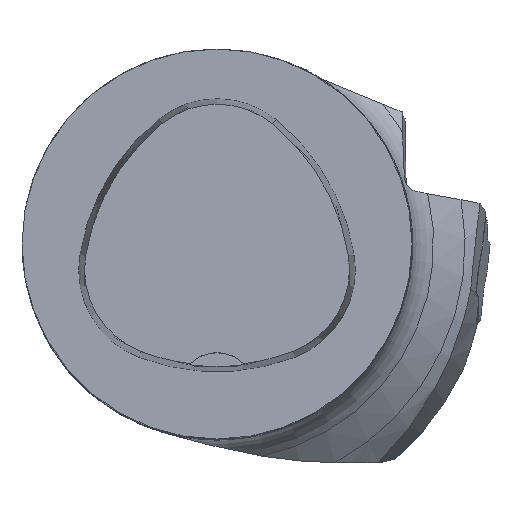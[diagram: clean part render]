
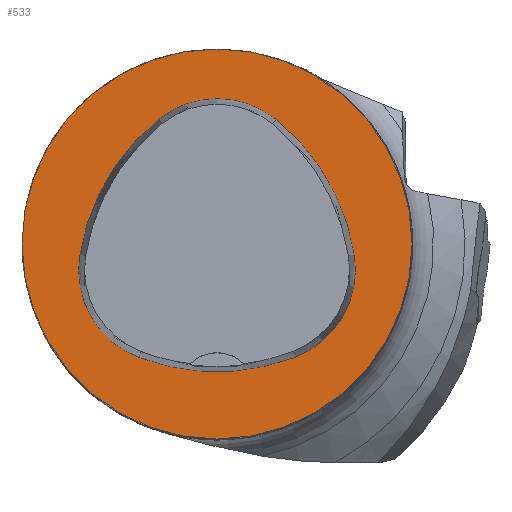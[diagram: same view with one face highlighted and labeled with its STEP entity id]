
A CAD part, top view. The second image highlights one B-rep face of the part: STEP entity #533.
In plain terms, the highlighted planar face has unit normal (0, 0, 1).
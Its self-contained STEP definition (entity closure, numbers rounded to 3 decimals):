
#155=FACE_BOUND('',#1024,.T.);
#156=FACE_BOUND('',#1025,.T.);
#167=CIRCLE('',#3824,25.);
#183=CIRCLE('',#3888,28.);
#185=CIRCLE('',#3891,12.);
#187=CIRCLE('',#3894,28.);
#189=CIRCLE('',#3897,12.);
#193=CIRCLE('',#3902,28.);
#195=CIRCLE('',#3905,12.);
#533=ADVANCED_FACE('',(#155,#156),#698,.T.);
#698=PLANE('',#3910);
#1024=EDGE_LOOP('',(#1492,#1493,#1494,#1495,#1496,#1497));
#1025=EDGE_LOOP('',(#1498));
#1492=ORIENTED_EDGE('',*,*,#2838,.T.);
#1493=ORIENTED_EDGE('',*,*,#2818,.T.);
#1494=ORIENTED_EDGE('',*,*,#2822,.T.);
#1495=ORIENTED_EDGE('',*,*,#2825,.T.);
#1496=ORIENTED_EDGE('',*,*,#2828,.T.);
#1497=ORIENTED_EDGE('',*,*,#2836,.T.);
#1498=ORIENTED_EDGE('',*,*,#2732,.F.);
#2368=VERTEX_POINT('',#5162);
#2422=VERTEX_POINT('',#5504);
#2423=VERTEX_POINT('',#5505);
#2426=VERTEX_POINT('',#5513);
#2428=VERTEX_POINT('',#5519);
#2430=VERTEX_POINT('',#5525);
#2437=VERTEX_POINT('',#5546);
#2732=EDGE_CURVE('',#2368,#2368,#167,.T.);
#2818=EDGE_CURVE('',#2422,#2423,#183,.T.);
#2822=EDGE_CURVE('',#2423,#2426,#185,.T.);
#2825=EDGE_CURVE('',#2426,#2428,#187,.T.);
#2828=EDGE_CURVE('',#2428,#2430,#189,.T.);
#2836=EDGE_CURVE('',#2430,#2437,#193,.T.);
#2838=EDGE_CURVE('',#2437,#2422,#195,.T.);
#3824=AXIS2_PLACEMENT_3D('',#5161,#4194,#4195);
#3888=AXIS2_PLACEMENT_3D('',#5503,#4348,#4349);
#3891=AXIS2_PLACEMENT_3D('',#5512,#4356,#4357);
#3894=AXIS2_PLACEMENT_3D('',#5518,#4363,#4364);
#3897=AXIS2_PLACEMENT_3D('',#5524,#4370,#4371);
#3902=AXIS2_PLACEMENT_3D('',#5547,#4382,#4383);
#3905=AXIS2_PLACEMENT_3D('',#5550,#4388,#4389);
#3910=AXIS2_PLACEMENT_3D('',#5555,#4398,#4399);
#4194=DIRECTION('',(0.,0.,-1.));
#4195=DIRECTION('',(-1.,0.,0.));
#4348=DIRECTION('',(0.,0.,-1.));
#4349=DIRECTION('',(-1.,0.,0.));
#4356=DIRECTION('',(0.,0.,-1.));
#4357=DIRECTION('',(-1.,0.,0.));
#4363=DIRECTION('',(0.,0.,-1.));
#4364=DIRECTION('',(-1.,0.,0.));
#4370=DIRECTION('',(0.,0.,-1.));
#4371=DIRECTION('',(-1.,0.,0.));
#4382=DIRECTION('',(0.,0.,-1.));
#4383=DIRECTION('',(-1.,0.,0.));
#4388=DIRECTION('',(0.,0.,-1.));
#4389=DIRECTION('',(-1.,0.,0.));
#4398=DIRECTION('',(0.,0.,1.));
#4399=DIRECTION('',(1.,0.,0.));
#5161=CARTESIAN_POINT('',(0.,0.,0.));
#5162=CARTESIAN_POINT('',(-25.,0.,0.));
#5503=CARTESIAN_POINT('',(10.068,-5.824,0.));
#5504=CARTESIAN_POINT('',(-17.584,-1.424,0.));
#5505=CARTESIAN_POINT('',(-7.531,15.953,0.));
#5512=CARTESIAN_POINT('',(0.011,6.62,0.));
#5513=CARTESIAN_POINT('',(7.567,15.942,0.));
#5518=CARTESIAN_POINT('',(-10.063,-5.81,0.));
#5519=CARTESIAN_POINT('',(17.59,-1.418,0.));
#5524=CARTESIAN_POINT('',(5.739,-3.3,0.));
#5525=CARTESIAN_POINT('',(10.05,-14.499,0.));
#5546=CARTESIAN_POINT('',(-10.025,-14.516,0.));
#5547=CARTESIAN_POINT('',(-0.01,11.631,0.));
#5550=CARTESIAN_POINT('',(-5.733,-3.31,0.));
#5555=CARTESIAN_POINT('',(0.,0.,0.));
